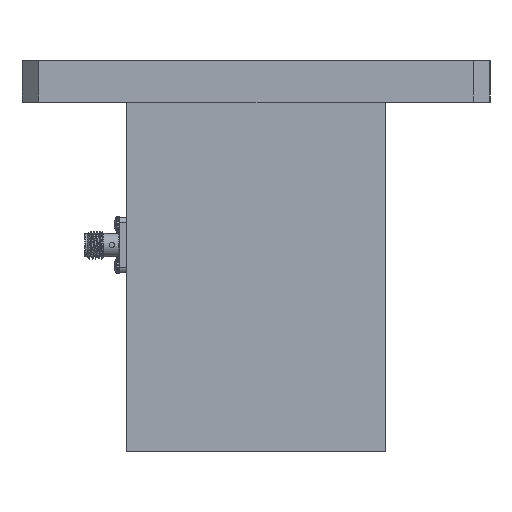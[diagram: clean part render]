
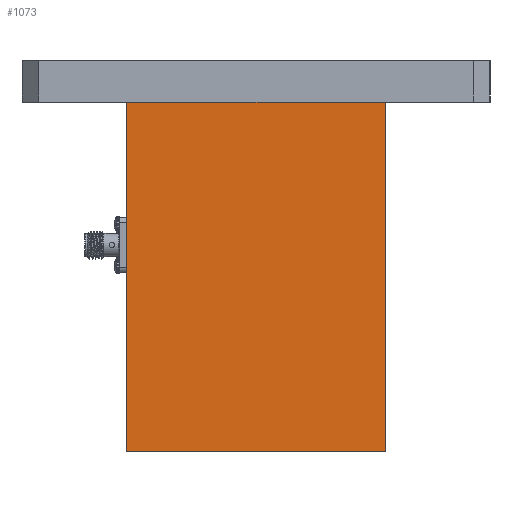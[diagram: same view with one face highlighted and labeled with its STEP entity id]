
A CAD part, left-side view. The second image highlights one B-rep face of the part: STEP entity #1073.
In plain terms, the highlighted planar face has unit normal (-1, 0, 0).
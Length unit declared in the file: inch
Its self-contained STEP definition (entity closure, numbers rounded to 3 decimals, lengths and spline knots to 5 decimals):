
#32 = CARTESIAN_POINT ( 'NONE',  ( -2.42, 1.155, -3.5 ) ) ;
#465 = ORIENTED_EDGE ( 'NONE', *, *, #777, .F. ) ;
#777 = EDGE_CURVE ( 'NONE', #2736, #5254, #4690, .T. ) ;
#791 = AXIS2_PLACEMENT_3D ( 'NONE', #7480, #2896, #11220 ) ;
#1073 = ADVANCED_FACE ( 'NONE', ( #6524 ), #11032, .T. ) ;
#1973 = CARTESIAN_POINT ( 'NONE',  ( -2.42, 1.155, -3.5 ) ) ;
#2314 = CARTESIAN_POINT ( 'NONE',  ( -2.42, 1.155, -0.372 ) ) ;
#2380 = DIRECTION ( 'NONE',  ( 0., 0., 1. ) ) ;
#2629 = CARTESIAN_POINT ( 'NONE',  ( -2.42, 1.155, -0.372 ) ) ;
#2736 = VERTEX_POINT ( 'NONE', #2314 ) ;
#2816 = LINE ( 'NONE', #9266, #7587 ) ;
#2896 = DIRECTION ( 'NONE',  ( -1., 0., 0. ) ) ;
#3596 = DIRECTION ( 'NONE',  ( 0., -1., 0. ) ) ;
#4197 = LINE ( 'NONE', #8762, #4963 ) ;
#4511 = VERTEX_POINT ( 'NONE', #11592 ) ;
#4690 = LINE ( 'NONE', #2629, #10921 ) ;
#4963 = VECTOR ( 'NONE', #2380, 39.37008 ) ;
#5254 = VERTEX_POINT ( 'NONE', #9248 ) ;
#5651 = ORIENTED_EDGE ( 'NONE', *, *, #6089, .F. ) ;
#6089 = EDGE_CURVE ( 'NONE', #6959, #2736, #4197, .T. ) ;
#6152 = ORIENTED_EDGE ( 'NONE', *, *, #6497, .F. ) ;
#6497 = EDGE_CURVE ( 'NONE', #4511, #6959, #9253, .T. ) ;
#6524 = FACE_OUTER_BOUND ( 'NONE', #11421, .T. ) ;
#6959 = VERTEX_POINT ( 'NONE', #1973 ) ;
#7480 = CARTESIAN_POINT ( 'NONE',  ( -2.42, -2.095, -0.372 ) ) ;
#7587 = VECTOR ( 'NONE', #8425, 39.37008 ) ;
#8425 = DIRECTION ( 'NONE',  ( 0., 0., -1. ) ) ;
#8762 = CARTESIAN_POINT ( 'NONE',  ( -2.42, 1.155, -0.372 ) ) ;
#9188 = DIRECTION ( 'NONE',  ( 0., 1., 0. ) ) ;
#9248 = CARTESIAN_POINT ( 'NONE',  ( -2.42, -1.155, -0.372 ) ) ;
#9253 = LINE ( 'NONE', #32, #11119 ) ;
#9266 = CARTESIAN_POINT ( 'NONE',  ( -2.42, -1.155, -0.372 ) ) ;
#10921 = VECTOR ( 'NONE', #3596, 39.37008 ) ;
#11009 = EDGE_CURVE ( 'NONE', #5254, #4511, #2816, .T. ) ;
#11032 = PLANE ( 'NONE',  #791 ) ;
#11119 = VECTOR ( 'NONE', #9188, 39.37008 ) ;
#11152 = ORIENTED_EDGE ( 'NONE', *, *, #11009, .F. ) ;
#11220 = DIRECTION ( 'NONE',  ( 0., 0., 1. ) ) ;
#11421 = EDGE_LOOP ( 'NONE', ( #6152, #11152, #465, #5651 ) ) ;
#11592 = CARTESIAN_POINT ( 'NONE',  ( -2.42, -1.155, -3.5 ) ) ;
